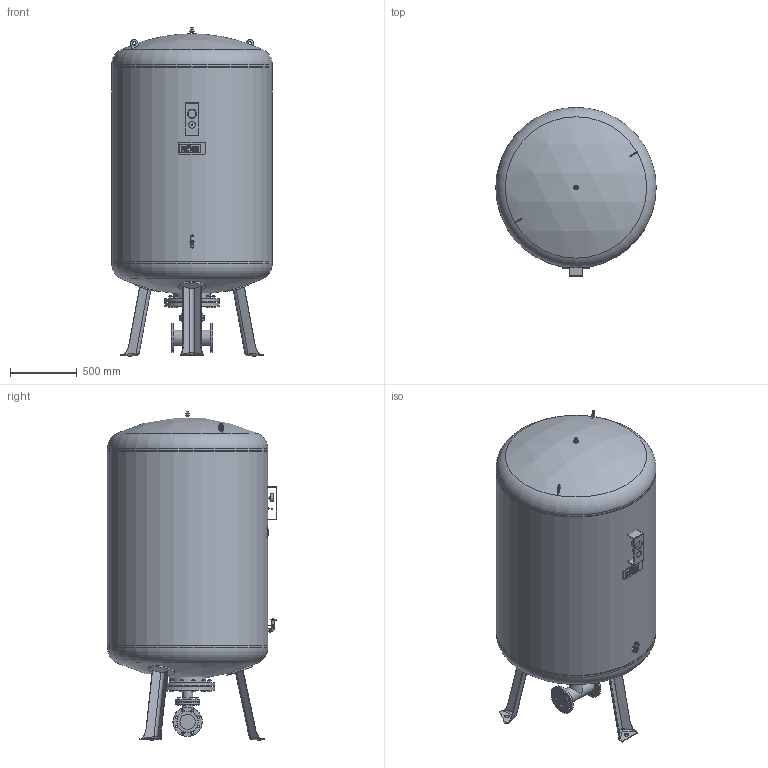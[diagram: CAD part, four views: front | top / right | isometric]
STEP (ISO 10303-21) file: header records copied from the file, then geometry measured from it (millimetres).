
FILE_DESCRIPTION(/* description */ (''),/* implementation_level */ '2;1');
FILE_NAME(/* name */ '3d_RefixDT2000_10bar-7337805.stp',/* time_stamp */ '2017-08-16T11:32:04+02:00',/* author */ ('Andrzej'),/* organization */ (''),/* preprocessor_version */ 'ST-DEVELOPER v15.5',/* originating_system */ 'AutoCAD Mechanical',/* authorisation */ '');
FILE_SCHEMA (('AUTOMOTIVE_DESIGN { 1 0 10303 214 3 1 1 }'));
Length unit declared in the file: millimetre
Products named in the file (1): Product
Bounding box: 1200 x 1266 x 2460.83 mm (x, y, z)
Volume: 2059373039.7 mm3; surface area: 15237183.8 mm2
Topology: 38 solids, 38 shells, 849 faces, 2049 edges, 1356 vertices
Faces by surface type: plane 541, cylinder 212, cone 48, sphere 20, bspline 19, torus 9
Full cylindrical faces by diameter (mm): 8 x1, 10 x2, 14 x1, 16 x42, 18 x16, 18.5 x1, 19 x16, 20 x3, 24 x1, 26 x2, 28 x2, 30 x2, 34 x1, 50 x1, 60.5 x1, 69 x1, 70.3 x2, 76.1 x2, 114.3 x3, 185 x2, 220 x2, 260.4 x1, 273 x1, 405 x2, 1200 x3
Entity records: 29905 total; most frequent: CARTESIAN_POINT 10272, DIRECTION 3994, ORIENTED_EDGE 3734, EDGE_CURVE 1867, AXIS2_PLACEMENT_3D 1394, VERTEX_POINT 1330, LINE 1206, VECTOR 1206
